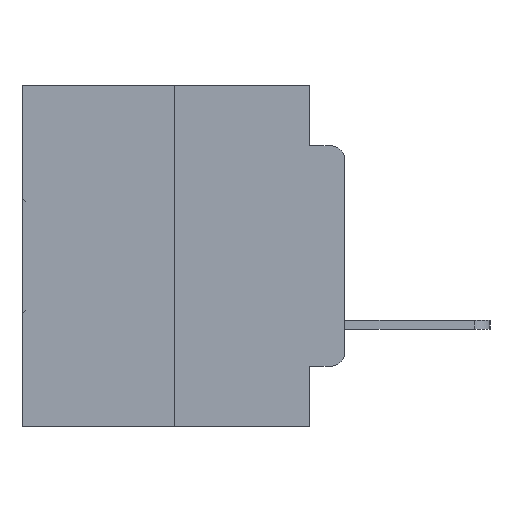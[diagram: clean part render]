
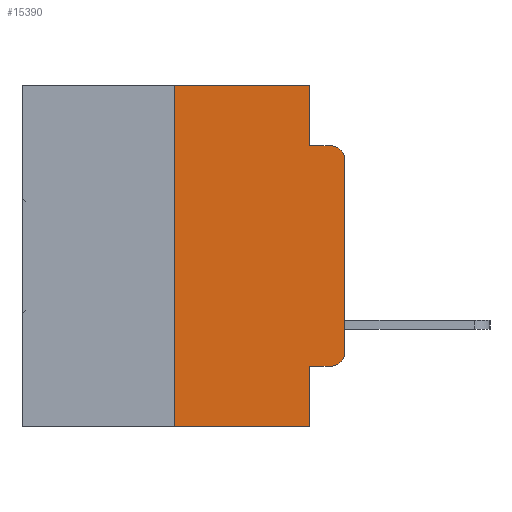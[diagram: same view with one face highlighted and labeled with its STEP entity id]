
A CAD part, left-side view. The second image highlights one B-rep face of the part: STEP entity #15390.
In plain terms, the highlighted planar face has unit normal (-1, 0, 0).
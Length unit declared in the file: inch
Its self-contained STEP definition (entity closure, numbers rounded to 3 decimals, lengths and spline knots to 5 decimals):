
#631 = EDGE_CURVE ( 'NONE', #14195, #19732, #23071, .T. ) ;
#882 = DIRECTION ( 'NONE',  ( 0., -1., 0. ) ) ;
#994 = LINE ( 'NONE', #17350, #27672 ) ;
#1040 = CARTESIAN_POINT ( 'NONE',  ( 0., 0.051, -0.0885 ) ) ;
#1195 = DIRECTION ( 'NONE',  ( 0., -1., 0. ) ) ;
#1365 = FACE_OUTER_BOUND ( 'NONE', #5338, .T. ) ;
#1630 = EDGE_CURVE ( 'NONE', #24406, #27496, #15560, .T. ) ;
#2345 = VERTEX_POINT ( 'NONE', #16509 ) ;
#3105 = VECTOR ( 'NONE', #14094, 39.37008 ) ;
#3126 = EDGE_CURVE ( 'NONE', #2345, #21186, #994, .T. ) ;
#3255 = ORIENTED_EDGE ( 'NONE', *, *, #13399, .F. ) ;
#3590 = EDGE_CURVE ( 'NONE', #14476, #21467, #12375, .T. ) ;
#4948 = EDGE_CURVE ( 'NONE', #14476, #24406, #6979, .T. ) ;
#5128 = EDGE_CURVE ( 'NONE', #12827, #19732, #9252, .T. ) ;
#5338 = EDGE_LOOP ( 'NONE', ( #11542, #30544, #15832, #8847, #24458, #3255, #17941, #12639, #16560, #14205 ) ) ;
#5522 = DIRECTION ( 'NONE',  ( 0., 0., -1. ) ) ;
#5838 = PLANE ( 'NONE',  #14645 ) ;
#5915 = VECTOR ( 'NONE', #5522, 39.37008 ) ;
#6280 = VECTOR ( 'NONE', #10457, 39.37008 ) ;
#6478 = EDGE_CURVE ( 'NONE', #21186, #14195, #29012, .T. ) ;
#6742 = CARTESIAN_POINT ( 'NONE',  ( 0., 0., 0. ) ) ;
#6979 = LINE ( 'NONE', #22927, #9642 ) ;
#6985 = CARTESIAN_POINT ( 'NONE',  ( 0., 0.051, 0. ) ) ;
#8011 = CARTESIAN_POINT ( 'NONE',  ( 0., 0.473, -0.5 ) ) ;
#8330 = CARTESIAN_POINT ( 'NONE',  ( 0., 0.02, -0.4115 ) ) ;
#8699 = VERTEX_POINT ( 'NONE', #19567 ) ;
#8847 = ORIENTED_EDGE ( 'NONE', *, *, #6478, .F. ) ;
#9252 = CIRCLE ( 'NONE', #10145, 0.02 ) ;
#9642 = VECTOR ( 'NONE', #1195, 39.37008 ) ;
#10145 = AXIS2_PLACEMENT_3D ( 'NONE', #26729, #19098, #21640 ) ;
#10375 = CARTESIAN_POINT ( 'NONE',  ( 0., 0.051, 0. ) ) ;
#10457 = DIRECTION ( 'NONE',  ( 0., -1., 0. ) ) ;
#11542 = ORIENTED_EDGE ( 'NONE', *, *, #17563, .T. ) ;
#12350 = CARTESIAN_POINT ( 'NONE',  ( 0., 0.051, -0.4115 ) ) ;
#12365 = VECTOR ( 'NONE', #882, 39.37008 ) ;
#12375 = LINE ( 'NONE', #17808, #5915 ) ;
#12505 = DIRECTION ( 'NONE',  ( 0., -1., 0. ) ) ;
#12639 = ORIENTED_EDGE ( 'NONE', *, *, #3590, .F. ) ;
#12827 = VERTEX_POINT ( 'NONE', #17194 ) ;
#12875 = CARTESIAN_POINT ( 'NONE',  ( 0., 0.02, -0.3915 ) ) ;
#13399 = EDGE_CURVE ( 'NONE', #8699, #2345, #20553, .T. ) ;
#14094 = DIRECTION ( 'NONE',  ( 0., 0., 1. ) ) ;
#14195 = VERTEX_POINT ( 'NONE', #1040 ) ;
#14205 = ORIENTED_EDGE ( 'NONE', *, *, #1630, .T. ) ;
#14476 = VERTEX_POINT ( 'NONE', #12350 ) ;
#14645 = AXIS2_PLACEMENT_3D ( 'NONE', #20318, #27782, #30251 ) ;
#15390 = ADVANCED_FACE ( 'NONE', ( #1365 ), #5838, .F. ) ;
#15560 = CIRCLE ( 'NONE', #20919, 0.02 ) ;
#15832 = ORIENTED_EDGE ( 'NONE', *, *, #631, .F. ) ;
#16044 = VECTOR ( 'NONE', #27416, 39.37008 ) ;
#16269 = LINE ( 'NONE', #8011, #12365 ) ;
#16509 = CARTESIAN_POINT ( 'NONE',  ( 0., 0.25, 0. ) ) ;
#16560 = ORIENTED_EDGE ( 'NONE', *, *, #4948, .T. ) ;
#17194 = CARTESIAN_POINT ( 'NONE',  ( 0., 0., -0.1085 ) ) ;
#17350 = CARTESIAN_POINT ( 'NONE',  ( 0., 0.473, 0. ) ) ;
#17563 = EDGE_CURVE ( 'NONE', #27496, #12827, #22908, .T. ) ;
#17808 = CARTESIAN_POINT ( 'NONE',  ( 0., 0.051, 0. ) ) ;
#17941 = ORIENTED_EDGE ( 'NONE', *, *, #22609, .T. ) ;
#19098 = DIRECTION ( 'NONE',  ( -1., 0., 0. ) ) ;
#19567 = CARTESIAN_POINT ( 'NONE',  ( 0., 0.25, -0.5 ) ) ;
#19732 = VERTEX_POINT ( 'NONE', #20300 ) ;
#20099 = CARTESIAN_POINT ( 'NONE',  ( 0., 0.051, -0.5 ) ) ;
#20300 = CARTESIAN_POINT ( 'NONE',  ( 0., 0.02, -0.0885 ) ) ;
#20318 = CARTESIAN_POINT ( 'NONE',  ( 0., 0.473, 0. ) ) ;
#20553 = LINE ( 'NONE', #21309, #28962 ) ;
#20919 = AXIS2_PLACEMENT_3D ( 'NONE', #12875, #27564, #29739 ) ;
#21186 = VERTEX_POINT ( 'NONE', #6985 ) ;
#21309 = CARTESIAN_POINT ( 'NONE',  ( 0., 0.25, 0. ) ) ;
#21467 = VERTEX_POINT ( 'NONE', #20099 ) ;
#21640 = DIRECTION ( 'NONE',  ( 0., 0., -1. ) ) ;
#22609 = EDGE_CURVE ( 'NONE', #8699, #21467, #16269, .T. ) ;
#22908 = LINE ( 'NONE', #6742, #3105 ) ;
#22927 = CARTESIAN_POINT ( 'NONE',  ( 0., 0.051, -0.4115 ) ) ;
#23071 = LINE ( 'NONE', #24868, #6280 ) ;
#24406 = VERTEX_POINT ( 'NONE', #8330 ) ;
#24458 = ORIENTED_EDGE ( 'NONE', *, *, #3126, .F. ) ;
#24731 = CARTESIAN_POINT ( 'NONE',  ( 0., 0., -0.3915 ) ) ;
#24868 = CARTESIAN_POINT ( 'NONE',  ( 0., 0.051, -0.0885 ) ) ;
#26184 = DIRECTION ( 'NONE',  ( 0., 0., 1. ) ) ;
#26729 = CARTESIAN_POINT ( 'NONE',  ( 0., 0.02, -0.1085 ) ) ;
#27416 = DIRECTION ( 'NONE',  ( 0., 0., -1. ) ) ;
#27496 = VERTEX_POINT ( 'NONE', #24731 ) ;
#27564 = DIRECTION ( 'NONE',  ( -1., 0., 0. ) ) ;
#27672 = VECTOR ( 'NONE', #12505, 39.37008 ) ;
#27782 = DIRECTION ( 'NONE',  ( 1., 0., 0. ) ) ;
#28962 = VECTOR ( 'NONE', #26184, 39.37008 ) ;
#29012 = LINE ( 'NONE', #10375, #16044 ) ;
#29739 = DIRECTION ( 'NONE',  ( 0., 0., -1. ) ) ;
#30251 = DIRECTION ( 'NONE',  ( 0., 0., -1. ) ) ;
#30544 = ORIENTED_EDGE ( 'NONE', *, *, #5128, .T. ) ;
